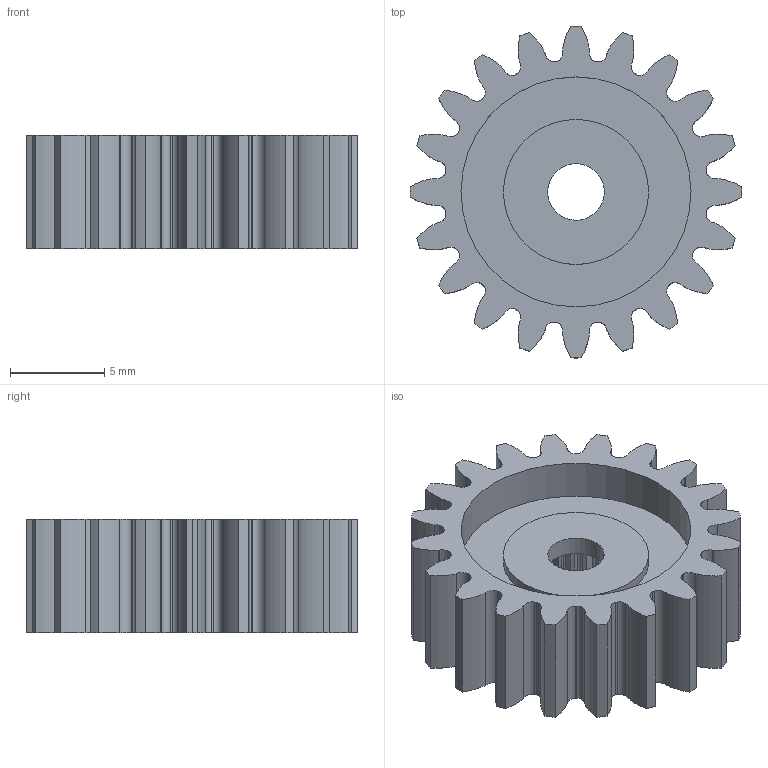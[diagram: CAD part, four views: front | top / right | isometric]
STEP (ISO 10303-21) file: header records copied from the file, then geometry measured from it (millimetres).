
FILE_DESCRIPTION (( 'STEP AP203' ), '1' );
FILE_NAME ('2305-0025-0020.STEP', '2017-04-27T19:02:52', ( '' ), ( '' ), 'SwSTEP 2.0', 'SolidWorks 2016', '' );
FILE_SCHEMA (( 'CONFIG_CONTROL_DESIGN' ));
Length unit declared in the file: millimetre
Products named in the file (1): 2305-0025-0020
Bounding box: 17.6 x 17.6 x 6 mm (x, y, z)
Volume: 716.2 mm3; surface area: 1327.5 mm2
Topology: 1 solids, 1 shells, 281 faces, 819 edges, 546 vertices
Faces by surface type: cylinder 103, plane 98, bspline 80
Entity records: 12100 total; most frequent: CARTESIAN_POINT 4927, ORIENTED_EDGE 1638, DIRECTION 1269, EDGE_CURVE 819, VERTEX_POINT 546, LINE 453, VECTOR 453, AXIS2_PLACEMENT_3D 408
